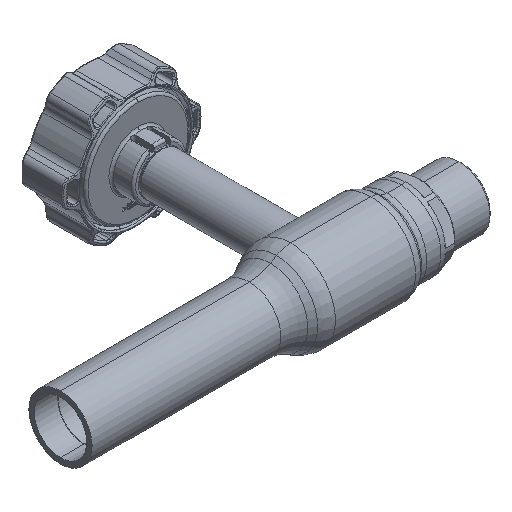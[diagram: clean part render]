
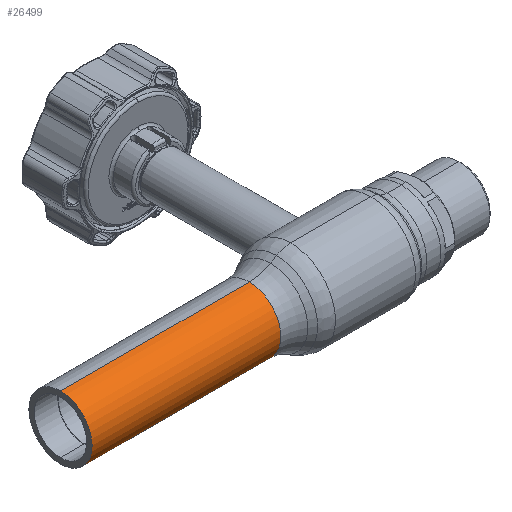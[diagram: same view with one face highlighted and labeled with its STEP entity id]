
A CAD part, isometric view. The second image highlights one B-rep face of the part: STEP entity #26499.
In plain terms, the highlighted cylindrical face has radius 13.45 mm (diameter 26.9 mm), a partial arc.
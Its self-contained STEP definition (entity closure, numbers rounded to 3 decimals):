
#1978 = AXIS2_PLACEMENT_3D ( 'NONE', #3360, #29366, #11705 ) ;
#2301 = VERTEX_POINT ( 'NONE', #27113 ) ;
#3360 = CARTESIAN_POINT ( 'NONE',  ( -62.69, 0., 0. ) ) ;
#3818 = ORIENTED_EDGE ( 'NONE', *, *, #14141, .F. ) ;
#3877 = CARTESIAN_POINT ( 'NONE',  ( -115., 0., 0. ) ) ;
#5686 = CARTESIAN_POINT ( 'NONE',  ( -34.686, 0., 13.45 ) ) ;
#7376 = CIRCLE ( 'NONE', #26378, 13.45 ) ;
#7715 = DIRECTION ( 'NONE',  ( 0., 0., 1. ) ) ;
#8668 = EDGE_CURVE ( 'NONE', #30293, #22127, #10743, .T. ) ;
#8798 = VECTOR ( 'NONE', #25125, 1000. ) ;
#10353 = ORIENTED_EDGE ( 'NONE', *, *, #27270, .F. ) ;
#10743 = LINE ( 'NONE', #26051, #32548 ) ;
#11368 = DIRECTION ( 'NONE',  ( 0., 0., 1. ) ) ;
#11705 = DIRECTION ( 'NONE',  ( 0., 0., 1. ) ) ;
#14141 = EDGE_CURVE ( 'NONE', #2301, #24770, #25450, .T. ) ;
#15945 = FACE_OUTER_BOUND ( 'NONE', #23795, .T. ) ;
#16010 = DIRECTION ( 'NONE',  ( -1., 0., 0. ) ) ;
#16453 = DIRECTION ( 'NONE',  ( -1., 0., 0. ) ) ;
#18982 = ORIENTED_EDGE ( 'NONE', *, *, #8668, .T. ) ;
#20831 = CARTESIAN_POINT ( 'NONE',  ( -34.686, 0., 0. ) ) ;
#22008 = CIRCLE ( 'NONE', #27427, 13.45 ) ;
#22127 = VERTEX_POINT ( 'NONE', #30025 ) ;
#23795 = EDGE_LOOP ( 'NONE', ( #3818, #25707, #18982, #10353 ) ) ;
#24770 = VERTEX_POINT ( 'NONE', #28912 ) ;
#25035 = EDGE_CURVE ( 'NONE', #2301, #30293, #22008, .T. ) ;
#25125 = DIRECTION ( 'NONE',  ( -1., 0., 0. ) ) ;
#25450 = LINE ( 'NONE', #32965, #8798 ) ;
#25707 = ORIENTED_EDGE ( 'NONE', *, *, #25035, .T. ) ;
#26051 = CARTESIAN_POINT ( 'NONE',  ( -62.69, 0., 13.45 ) ) ;
#26309 = CYLINDRICAL_SURFACE ( 'NONE', #1978, 13.45 ) ;
#26378 = AXIS2_PLACEMENT_3D ( 'NONE', #3877, #16453, #11368 ) ;
#26499 = ADVANCED_FACE ( 'NONE', ( #15945 ), #26309, .T. ) ;
#27113 = CARTESIAN_POINT ( 'NONE',  ( -34.686, 0., -13.45 ) ) ;
#27270 = EDGE_CURVE ( 'NONE', #24770, #22127, #7376, .T. ) ;
#27427 = AXIS2_PLACEMENT_3D ( 'NONE', #20831, #33594, #7715 ) ;
#28912 = CARTESIAN_POINT ( 'NONE',  ( -115., 0., -13.45 ) ) ;
#29366 = DIRECTION ( 'NONE',  ( -1., 0., 0. ) ) ;
#30025 = CARTESIAN_POINT ( 'NONE',  ( -115., 0., 13.45 ) ) ;
#30293 = VERTEX_POINT ( 'NONE', #5686 ) ;
#32548 = VECTOR ( 'NONE', #16010, 1000. ) ;
#32965 = CARTESIAN_POINT ( 'NONE',  ( -62.69, 0., -13.45 ) ) ;
#33594 = DIRECTION ( 'NONE',  ( -1., 0., 0. ) ) ;
